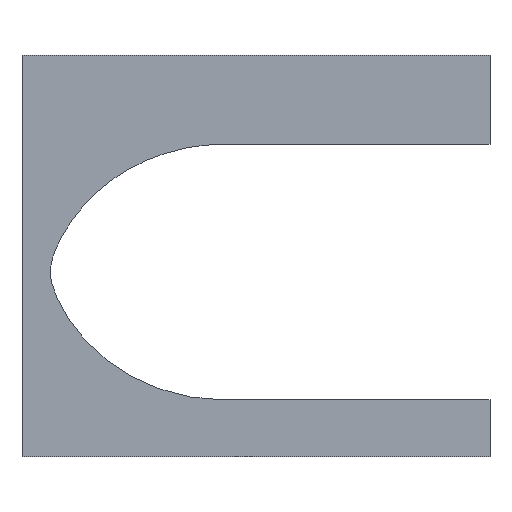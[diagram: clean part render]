
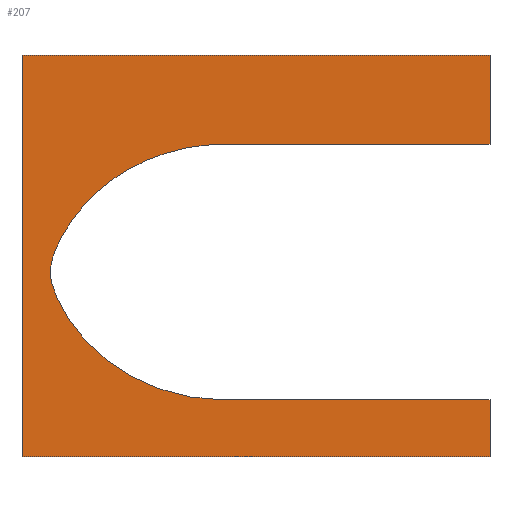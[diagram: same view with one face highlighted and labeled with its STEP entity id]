
A CAD part, left-side view. The second image highlights one B-rep face of the part: STEP entity #207.
In plain terms, the highlighted planar face has unit normal (-1, 0, 0).
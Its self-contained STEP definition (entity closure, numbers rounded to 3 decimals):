
#16=(
BOUNDED_CURVE()
B_SPLINE_CURVE(5,(#355,#356,#357,#358,#359,#360,#361,#362,#363,#364,#365,
#366,#367,#368,#369),.UNSPECIFIED.,.F.,.F.)
B_SPLINE_CURVE_WITH_KNOTS((6,1,1,1,1,1,1,1,1,1,6),(0.,0.1,0.2,0.3,0.4,0.5,
0.6,0.7,0.8,0.9,1.),.UNSPECIFIED.)
CURVE()
GEOMETRIC_REPRESENTATION_ITEM()
RATIONAL_B_SPLINE_CURVE((1.,1.,1.,1.,1.,1.,1.,1.,1.,1.,1.,1.,1.,1.,1.))
REPRESENTATION_ITEM('')
);
#18=(
BOUNDED_CURVE()
B_SPLINE_CURVE(5,(#418,#419,#420,#421,#422,#423,#424,#425,#426,#427,#428,
#429,#430,#431,#432),.UNSPECIFIED.,.F.,.F.)
B_SPLINE_CURVE_WITH_KNOTS((6,1,1,1,1,1,1,1,1,1,6),(-1.,-0.9,-0.8,-0.7,-0.6,
-0.5,-0.4,-0.3,-0.2,-0.1,0.),.UNSPECIFIED.)
CURVE()
GEOMETRIC_REPRESENTATION_ITEM()
RATIONAL_B_SPLINE_CURVE((1.,1.,1.,1.,1.,1.,1.,1.,1.,1.,1.,1.,1.,1.,1.))
REPRESENTATION_ITEM('')
);
#31=FACE_OUTER_BOUND('',#42,.T.);
#42=EDGE_LOOP('',(#179,#180,#181,#182,#183,#184,#185,#186,#187));
#45=LINE('',#282,#68);
#48=LINE('',#288,#71);
#51=LINE('',#294,#74);
#54=LINE('',#300,#77);
#57=LINE('',#306,#80);
#62=LINE('',#438,#85);
#65=LINE('',#442,#88);
#68=VECTOR('',#237,10.);
#71=VECTOR('',#242,10.);
#74=VECTOR('',#247,10.);
#77=VECTOR('',#252,10.);
#80=VECTOR('',#257,10.);
#85=VECTOR('',#264,10.);
#88=VECTOR('',#269,10.);
#91=VERTEX_POINT('',#279);
#92=VERTEX_POINT('',#281);
#94=VERTEX_POINT('',#287);
#96=VERTEX_POINT('',#293);
#98=VERTEX_POINT('',#299);
#100=VERTEX_POINT('',#305);
#102=VERTEX_POINT('',#354);
#104=VERTEX_POINT('',#417);
#106=VERTEX_POINT('',#437);
#109=EDGE_CURVE('',#92,#91,#45,.T.);
#112=EDGE_CURVE('',#94,#92,#48,.T.);
#115=EDGE_CURVE('',#96,#94,#51,.T.);
#118=EDGE_CURVE('',#98,#96,#54,.T.);
#121=EDGE_CURVE('',#100,#98,#57,.T.);
#124=EDGE_CURVE('',#102,#100,#16,.T.);
#127=EDGE_CURVE('',#104,#102,#18,.T.);
#130=EDGE_CURVE('',#106,#104,#62,.T.);
#133=EDGE_CURVE('',#91,#106,#65,.T.);
#179=ORIENTED_EDGE('',*,*,#133,.T.);
#180=ORIENTED_EDGE('',*,*,#130,.T.);
#181=ORIENTED_EDGE('',*,*,#127,.T.);
#182=ORIENTED_EDGE('',*,*,#124,.T.);
#183=ORIENTED_EDGE('',*,*,#121,.T.);
#184=ORIENTED_EDGE('',*,*,#118,.T.);
#185=ORIENTED_EDGE('',*,*,#115,.T.);
#186=ORIENTED_EDGE('',*,*,#112,.T.);
#187=ORIENTED_EDGE('',*,*,#109,.T.);
#196=PLANE('',#230);
#207=ADVANCED_FACE('',(#31),#196,.F.);
#230=AXIS2_PLACEMENT_3D('',#444,#272,#273);
#237=DIRECTION('',(0.,-1.,0.));
#242=DIRECTION('',(0.,0.,-1.));
#247=DIRECTION('',(0.,1.,0.));
#252=DIRECTION('',(0.,0.,1.));
#257=DIRECTION('',(0.,-1.,0.));
#264=DIRECTION('',(0.,1.,0.));
#269=DIRECTION('',(0.,0.,1.));
#272=DIRECTION('center_axis',(1.,0.,0.));
#273=DIRECTION('ref_axis',(0.,1.,0.));
#279=CARTESIAN_POINT('',(595.,-800.,-40.3));
#281=CARTESIAN_POINT('',(595.,-470.,-40.3));
#282=CARTESIAN_POINT('',(595.,-800.,-40.3));
#287=CARTESIAN_POINT('',(595.,-470.,242.977));
#288=CARTESIAN_POINT('',(595.,-470.,-40.3));
#293=CARTESIAN_POINT('',(595.,-800.,242.977));
#294=CARTESIAN_POINT('',(595.,-470.,242.977));
#299=CARTESIAN_POINT('',(595.,-800.,180.));
#300=CARTESIAN_POINT('',(595.,-800.,242.977));
#305=CARTESIAN_POINT('',(595.,-610.,180.));
#306=CARTESIAN_POINT('',(595.,-800.,180.));
#354=CARTESIAN_POINT('',(595.,-490.,90.));
#355=CARTESIAN_POINT('Ctrl Pts',(595.,-490.,90.));
#356=CARTESIAN_POINT('Ctrl Pts',(595.,-490.,91.835));
#357=CARTESIAN_POINT('Ctrl Pts',(595.,-490.359,95.767));
#358=CARTESIAN_POINT('Ctrl Pts',(595.,-491.972,102.454));
#359=CARTESIAN_POINT('Ctrl Pts',(595.,-496.226,112.749));
#360=CARTESIAN_POINT('Ctrl Pts',(595.,-504.773,126.82));
#361=CARTESIAN_POINT('Ctrl Pts',(595.,-516.173,140.753));
#362=CARTESIAN_POINT('Ctrl Pts',(595.,-529.959,153.265));
#363=CARTESIAN_POINT('Ctrl Pts',(595.,-545.513,163.507));
#364=CARTESIAN_POINT('Ctrl Pts',(595.,-562.063,171.234));
#365=CARTESIAN_POINT('Ctrl Pts',(595.,-578.821,176.501));
#366=CARTESIAN_POINT('Ctrl Pts',(595.,-591.826,178.913));
#367=CARTESIAN_POINT('Ctrl Pts',(595.,-601.119,179.802));
#368=CARTESIAN_POINT('Ctrl Pts',(595.,-607.079,180.));
#369=CARTESIAN_POINT('Ctrl Pts',(595.,-610.,180.));
#417=CARTESIAN_POINT('',(595.,-610.,0.));
#418=CARTESIAN_POINT('Ctrl Pts',(595.,-610.,0.));
#419=CARTESIAN_POINT('Ctrl Pts',(595.,-607.079,0.));
#420=CARTESIAN_POINT('Ctrl Pts',(595.,-601.119,0.198));
#421=CARTESIAN_POINT('Ctrl Pts',(595.,-591.826,1.087));
#422=CARTESIAN_POINT('Ctrl Pts',(595.,-578.821,3.499));
#423=CARTESIAN_POINT('Ctrl Pts',(595.,-562.063,8.766));
#424=CARTESIAN_POINT('Ctrl Pts',(595.,-545.513,16.493));
#425=CARTESIAN_POINT('Ctrl Pts',(595.,-529.959,26.735));
#426=CARTESIAN_POINT('Ctrl Pts',(595.,-516.173,39.247));
#427=CARTESIAN_POINT('Ctrl Pts',(595.,-504.773,53.18));
#428=CARTESIAN_POINT('Ctrl Pts',(595.,-496.226,67.251));
#429=CARTESIAN_POINT('Ctrl Pts',(595.,-491.972,77.546));
#430=CARTESIAN_POINT('Ctrl Pts',(595.,-490.359,84.233));
#431=CARTESIAN_POINT('Ctrl Pts',(595.,-490.,88.165));
#432=CARTESIAN_POINT('Ctrl Pts',(595.,-490.,90.));
#437=CARTESIAN_POINT('',(595.,-800.,0.));
#438=CARTESIAN_POINT('',(595.,-890.,0.));
#442=CARTESIAN_POINT('',(595.,-800.,242.977));
#444=CARTESIAN_POINT('Origin',(595.,-635.,101.339));
